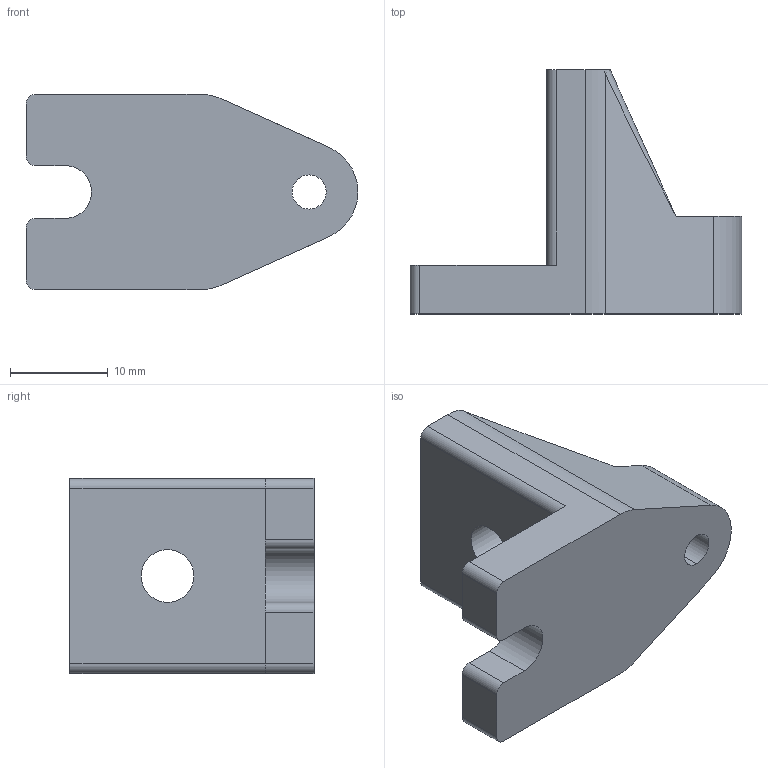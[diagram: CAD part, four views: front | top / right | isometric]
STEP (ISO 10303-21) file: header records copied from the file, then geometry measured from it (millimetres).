
FILE_DESCRIPTION (( 'STEP AP203' ), '1' );
FILE_NAME ('Bed_Bracket_15_1.0.STEP', '2017-06-06T06:17:51', ( '' ), ( '' ), 'SwSTEP 2.0', 'SolidWorks 2014', '' );
FILE_SCHEMA (( 'CONFIG_CONTROL_DESIGN' ));
Length unit declared in the file: millimetre
Products named in the file (1): Bed_Bracket_15_1.0
Bounding box: 34 x 25 x 20 mm (x, y, z)
Volume: 5995.1 mm3; surface area: 3006.8 mm2
Topology: 1 solids, 1 shells, 36 faces, 102 edges, 64 vertices
Faces by surface type: plane 18, cylinder 14, bspline 4
Entity records: 1333 total; most frequent: CARTESIAN_POINT 353, ORIENTED_EDGE 196, DIRECTION 178, EDGE_CURVE 98, VERTEX_POINT 64, AXIS2_PLACEMENT_3D 61, VECTOR 56, LINE 56
